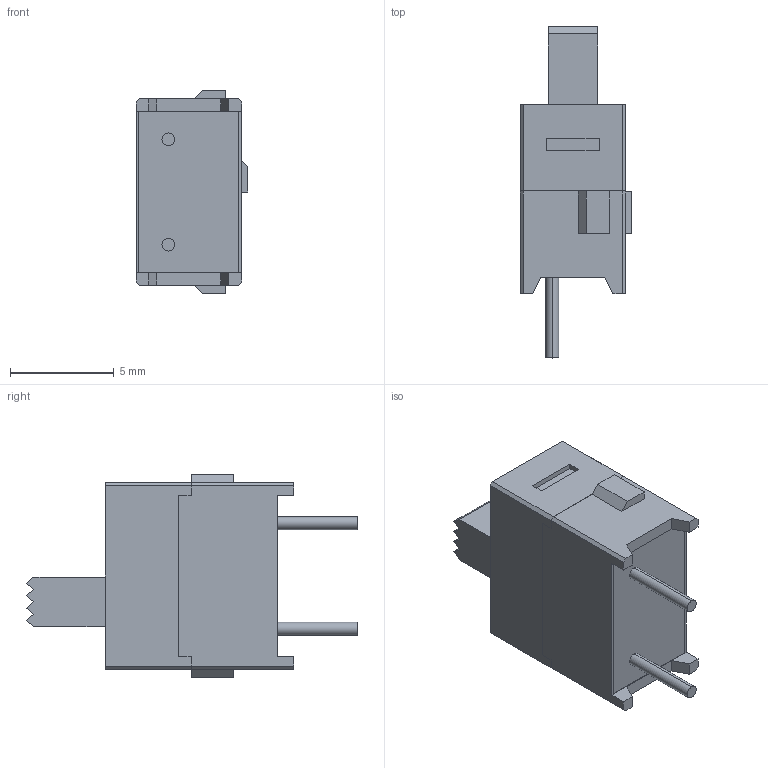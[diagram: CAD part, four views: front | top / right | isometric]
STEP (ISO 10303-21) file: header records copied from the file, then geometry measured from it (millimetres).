
FILE_DESCRIPTION (( 'STEP AP214' ), '1' );
FILE_NAME ('AS11CP.STEP', '2025-02-13T15:13:52', ( '' ), ( '' ), 'SwSTEP 2.0', 'SolidWorks 2024', '' );
FILE_SCHEMA (( 'AUTOMOTIVE_DESIGN' ));
Length unit declared in the file: millimetre
Products named in the file (5): AS11CPclong; AS11CPp; AS11CPbody1; AS11CP; AS11CPbody12
Assembly tree (4 placements, depth 2):
  AS11CP
    AS11CPbody12
    AS11CPbody1
    AS11CPclong
    AS11CPp
Bounding box: 5.38 x 16 x 9.8 mm (x, y, z)
Volume: 403 mm3; surface area: 620.7 mm2
Topology: 4 solids, 4 shells, 101 faces, 261 edges, 174 vertices
Faces by surface type: plane 97, cylinder 4
Entity records: 4288 total; most frequent: CARTESIAN_POINT 543, ORIENTED_EDGE 522, DIRECTION 485, EDGE_CURVE 261, LINE 253, VECTOR 253, VERTEX_POINT 174, AXIS2_PLACEMENT_3D 116
